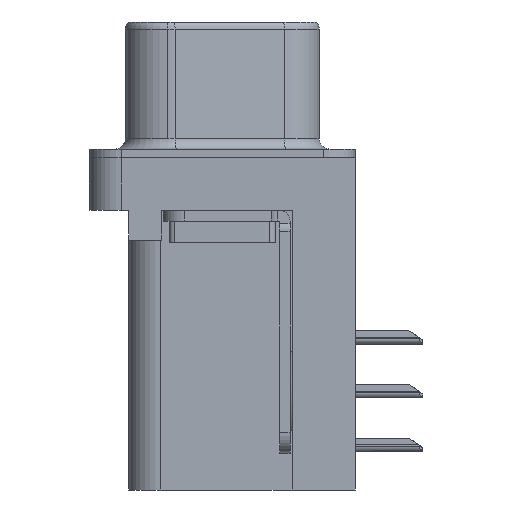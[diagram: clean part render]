
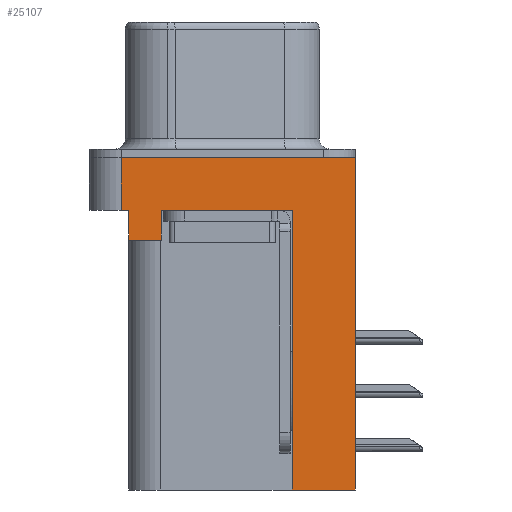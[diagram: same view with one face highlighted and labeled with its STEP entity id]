
A CAD part, left-side view. The second image highlights one B-rep face of the part: STEP entity #25107.
In plain terms, the highlighted planar face has unit normal (-1, 0, 0).
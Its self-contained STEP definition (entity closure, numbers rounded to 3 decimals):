
#390 = ORIENTED_EDGE ( 'NONE', *, *, #20142, .T. ) ;
#787 = CARTESIAN_POINT ( 'NONE',  ( -2.91, -6.275, -2.5 ) ) ;
#1590 = VERTEX_POINT ( 'NONE', #9834 ) ;
#1847 = VERTEX_POINT ( 'NONE', #36215 ) ;
#1905 = VECTOR ( 'NONE', #20463, 1000. ) ;
#2968 = VECTOR ( 'NONE', #21093, 1000. ) ;
#3155 = CARTESIAN_POINT ( 'NONE',  ( -2.91, -6.275, -2.5 ) ) ;
#3278 = DIRECTION ( 'NONE',  ( 0., 0., 1. ) ) ;
#3373 = VERTEX_POINT ( 'NONE', #3523 ) ;
#3473 = CARTESIAN_POINT ( 'NONE',  ( -2.91, -3.295, -2.5 ) ) ;
#3523 = CARTESIAN_POINT ( 'NONE',  ( -2.91, 4.775, 0. ) ) ;
#3643 = ORIENTED_EDGE ( 'NONE', *, *, #26556, .T. ) ;
#3677 = DIRECTION ( 'NONE',  ( 0., -1., 0. ) ) ;
#3865 = LINE ( 'NONE', #26808, #2968 ) ;
#4405 = VECTOR ( 'NONE', #21169, 1000. ) ;
#4921 = LINE ( 'NONE', #3155, #13074 ) ;
#5315 = LINE ( 'NONE', #12237, #34910 ) ;
#5398 = DIRECTION ( 'NONE',  ( 0., 0., 1. ) ) ;
#5566 = DIRECTION ( 'NONE',  ( 0., 0., 1. ) ) ;
#7056 = FACE_OUTER_BOUND ( 'NONE', #35394, .T. ) ;
#9118 = AXIS2_PLACEMENT_3D ( 'NONE', #13905, #16729, #36755 ) ;
#9834 = CARTESIAN_POINT ( 'NONE',  ( -2.91, 4.775, -2.5 ) ) ;
#10776 = LINE ( 'NONE', #26266, #16612 ) ;
#11104 = VERTEX_POINT ( 'NONE', #3473 ) ;
#11910 = ORIENTED_EDGE ( 'NONE', *, *, #22666, .F. ) ;
#12237 = CARTESIAN_POINT ( 'NONE',  ( -2.91, -3.295, -15.7 ) ) ;
#12665 = CARTESIAN_POINT ( 'NONE',  ( -2.91, 4.425, -3.9 ) ) ;
#13074 = VECTOR ( 'NONE', #20427, 1000. ) ;
#13101 = LINE ( 'NONE', #15043, #36812 ) ;
#13133 = CARTESIAN_POINT ( 'NONE',  ( -2.91, -3.295, -15.7 ) ) ;
#13584 = ORIENTED_EDGE ( 'NONE', *, *, #18790, .T. ) ;
#13905 = CARTESIAN_POINT ( 'NONE',  ( -2.91, -6.275, -2.5 ) ) ;
#14128 = CARTESIAN_POINT ( 'NONE',  ( -2.91, -6.275, -2.5 ) ) ;
#14464 = CARTESIAN_POINT ( 'NONE',  ( -2.91, 4.425, -3.9 ) ) ;
#14494 = VERTEX_POINT ( 'NONE', #14464 ) ;
#14858 = ORIENTED_EDGE ( 'NONE', *, *, #25706, .F. ) ;
#15010 = CARTESIAN_POINT ( 'NONE',  ( -2.91, 2.895, -2.5 ) ) ;
#15043 = CARTESIAN_POINT ( 'NONE',  ( -2.91, 4.425, -3.9 ) ) ;
#16189 = CARTESIAN_POINT ( 'NONE',  ( -2.91, 4.425, -2.5 ) ) ;
#16612 = VECTOR ( 'NONE', #3278, 1000. ) ;
#16729 = DIRECTION ( 'NONE',  ( -1., 0., 0. ) ) ;
#17273 = LINE ( 'NONE', #17552, #1905 ) ;
#17552 = CARTESIAN_POINT ( 'NONE',  ( -2.91, 2.895, -3.9 ) ) ;
#17784 = ORIENTED_EDGE ( 'NONE', *, *, #25863, .F. ) ;
#17866 = DIRECTION ( 'NONE',  ( 0., 1., 0. ) ) ;
#18790 = EDGE_CURVE ( 'NONE', #35855, #11104, #25413, .T. ) ;
#19770 = LINE ( 'NONE', #12665, #4405 ) ;
#19775 = VECTOR ( 'NONE', #5398, 1000. ) ;
#20142 = EDGE_CURVE ( 'NONE', #1847, #35855, #17273, .T. ) ;
#20427 = DIRECTION ( 'NONE',  ( 0., -1., 0. ) ) ;
#20463 = DIRECTION ( 'NONE',  ( 0., 0., 1. ) ) ;
#20728 = ORIENTED_EDGE ( 'NONE', *, *, #26290, .F. ) ;
#21093 = DIRECTION ( 'NONE',  ( 0., -1., 0. ) ) ;
#21169 = DIRECTION ( 'NONE',  ( 0., 0., 1. ) ) ;
#22248 = VERTEX_POINT ( 'NONE', #16189 ) ;
#22666 = EDGE_CURVE ( 'NONE', #1847, #14494, #13101, .T. ) ;
#23544 = CARTESIAN_POINT ( 'NONE',  ( -2.91, -6.275, -15.7 ) ) ;
#24041 = EDGE_CURVE ( 'NONE', #1590, #22248, #4921, .T. ) ;
#25107 = ADVANCED_FACE ( 'NONE', ( #7056 ), #31018, .T. ) ;
#25376 = EDGE_CURVE ( 'NONE', #3373, #25459, #3865, .T. ) ;
#25413 = LINE ( 'NONE', #787, #32100 ) ;
#25459 = VERTEX_POINT ( 'NONE', #29969 ) ;
#25706 = EDGE_CURVE ( 'NONE', #1590, #3373, #10776, .T. ) ;
#25863 = EDGE_CURVE ( 'NONE', #14494, #22248, #19770, .T. ) ;
#25961 = VECTOR ( 'NONE', #5566, 1000. ) ;
#26078 = EDGE_CURVE ( 'NONE', #36101, #11104, #34480, .T. ) ;
#26266 = CARTESIAN_POINT ( 'NONE',  ( -2.91, 4.775, -2.5 ) ) ;
#26290 = EDGE_CURVE ( 'NONE', #32648, #36101, #5315, .T. ) ;
#26556 = EDGE_CURVE ( 'NONE', #32648, #25459, #29129, .T. ) ;
#26808 = CARTESIAN_POINT ( 'NONE',  ( -2.91, -6.275, 0. ) ) ;
#28418 = ORIENTED_EDGE ( 'NONE', *, *, #24041, .T. ) ;
#28570 = ORIENTED_EDGE ( 'NONE', *, *, #25376, .F. ) ;
#29129 = LINE ( 'NONE', #14128, #19775 ) ;
#29969 = CARTESIAN_POINT ( 'NONE',  ( -2.91, -6.275, 0. ) ) ;
#31018 = PLANE ( 'NONE',  #9118 ) ;
#32100 = VECTOR ( 'NONE', #3677, 1000. ) ;
#32218 = DIRECTION ( 'NONE',  ( 0., 1., 0. ) ) ;
#32648 = VERTEX_POINT ( 'NONE', #23544 ) ;
#33108 = ORIENTED_EDGE ( 'NONE', *, *, #26078, .F. ) ;
#34480 = LINE ( 'NONE', #37139, #25961 ) ;
#34910 = VECTOR ( 'NONE', #32218, 1000. ) ;
#35394 = EDGE_LOOP ( 'NONE', ( #28570, #14858, #28418, #17784, #11910, #390, #13584, #33108, #20728, #3643 ) ) ;
#35855 = VERTEX_POINT ( 'NONE', #15010 ) ;
#36101 = VERTEX_POINT ( 'NONE', #13133 ) ;
#36215 = CARTESIAN_POINT ( 'NONE',  ( -2.91, 2.895, -3.9 ) ) ;
#36755 = DIRECTION ( 'NONE',  ( 0., 0., 1. ) ) ;
#36812 = VECTOR ( 'NONE', #17866, 1000. ) ;
#37139 = CARTESIAN_POINT ( 'NONE',  ( -2.91, -3.295, -15.7 ) ) ;
